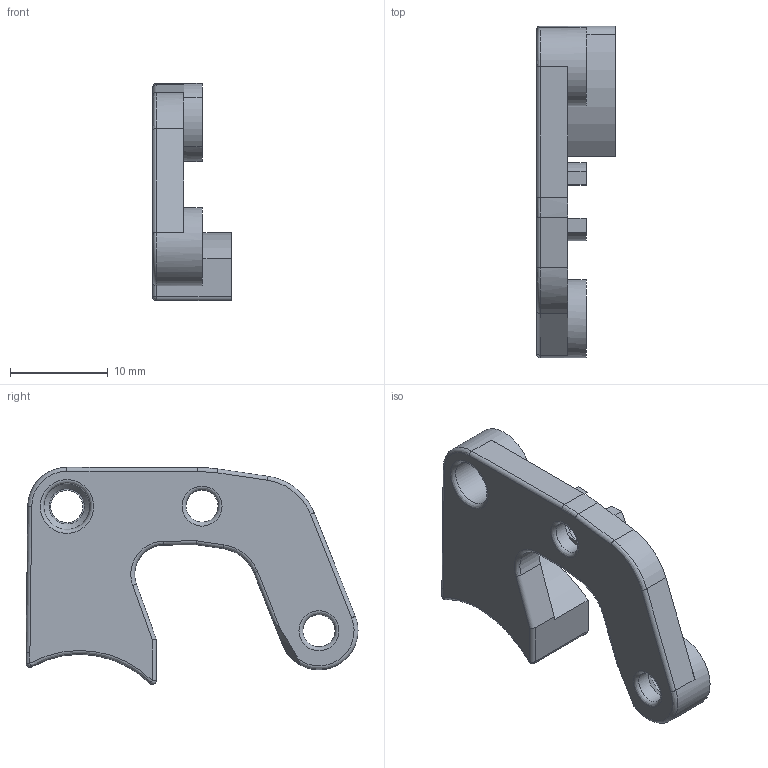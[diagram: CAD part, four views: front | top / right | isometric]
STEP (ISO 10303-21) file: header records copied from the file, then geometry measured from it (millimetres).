
FILE_DESCRIPTION(/* description */ (''),/* implementation_level */ '2;1');
FILE_NAME(/* name */ 'LDOSBCW2Mount.step',/* time_stamp */ '2022-08-19T05:33:53-07:00',/* author */ (''),/* organization */ (''),/* preprocessor_version */ 'ST-DEVELOPER v19',/* originating_system */ 'Autodesk Translation Framework v11.7.0.108',/* authorisation */ '');
FILE_SCHEMA (('AUTOMOTIVE_DESIGN { 1 0 10303 214 3 1 1 }'));
Length unit declared in the file: millimetre
Products named in the file (1): V24PCBMount
Bounding box: 8.08 x 34.02 x 22.24 mm (x, y, z)
Volume: 1750.4 mm3; surface area: 1732 mm2
Topology: 1 solids, 1 shells, 68 faces, 169 edges, 102 vertices
Faces by surface type: cylinder 30, plane 22, bspline 11, cone 3, sphere 2
Full cylindrical faces by diameter (mm): 3.3 x3, 4.7 x1, 6.1 x1, 8 x2
Entity records: 2585 total; most frequent: CARTESIAN_POINT 971, ORIENTED_EDGE 334, DIRECTION 321, EDGE_CURVE 167, AXIS2_PLACEMENT_3D 120, VERTEX_POINT 102, LINE 81, VECTOR 81
